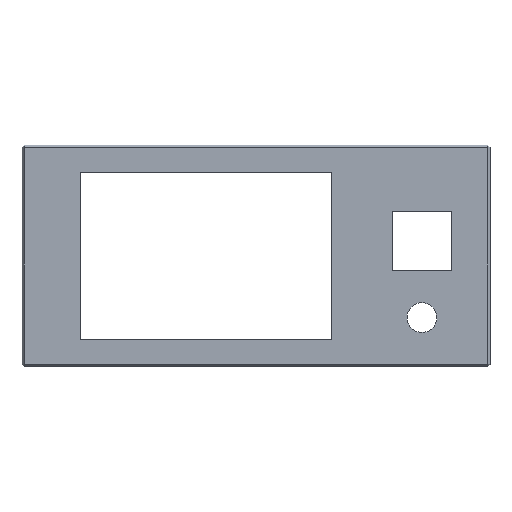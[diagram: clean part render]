
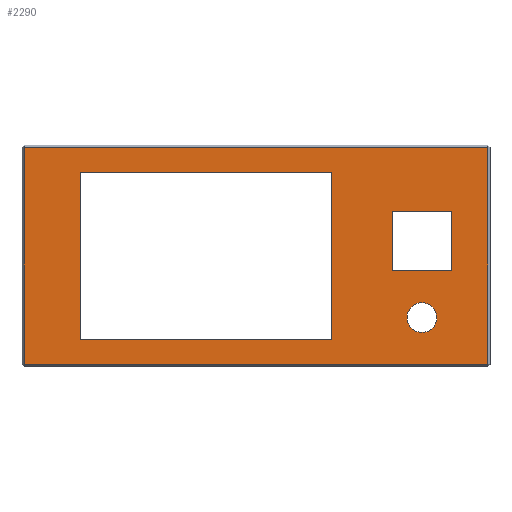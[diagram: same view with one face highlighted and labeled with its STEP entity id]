
A CAD part, top view. The second image highlights one B-rep face of the part: STEP entity #2290.
In plain terms, the highlighted planar face has unit normal (0, 0, 1).
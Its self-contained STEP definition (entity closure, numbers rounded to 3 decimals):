
#24=FACE_BOUND('',#285,.T.);
#25=FACE_BOUND('',#286,.T.);
#26=FACE_BOUND('',#287,.T.);
#48=PLANE('',#2451);
#156=FACE_OUTER_BOUND('',#284,.T.);
#284=EDGE_LOOP('',(#1770,#1771,#1772,#1773));
#285=EDGE_LOOP('',(#1774));
#286=EDGE_LOOP('',(#1775,#1776,#1777,#1778));
#287=EDGE_LOOP('',(#1779,#1780,#1781,#1782));
#525=CIRCLE('',#2452,3.5);
#610=LINE('',#5391,#763);
#615=LINE('',#5401,#768);
#623=LINE('',#5417,#776);
#625=LINE('',#5420,#778);
#643=LINE('',#5459,#796);
#644=LINE('',#5461,#797);
#645=LINE('',#5463,#798);
#646=LINE('',#5464,#799);
#647=LINE('',#5467,#800);
#648=LINE('',#5469,#801);
#649=LINE('',#5471,#802);
#650=LINE('',#5472,#803);
#763=VECTOR('',#2760,10.);
#768=VECTOR('',#2769,10.);
#776=VECTOR('',#2783,10.);
#778=VECTOR('',#2787,10.);
#796=VECTOR('',#2821,10.);
#797=VECTOR('',#2822,10.);
#798=VECTOR('',#2823,10.);
#799=VECTOR('',#2824,10.);
#800=VECTOR('',#2825,10.);
#801=VECTOR('',#2826,10.);
#802=VECTOR('',#2827,10.);
#803=VECTOR('',#2828,10.);
#1015=VERTEX_POINT('',#5379);
#1018=VERTEX_POINT('',#5386);
#1019=VERTEX_POINT('',#5393);
#1026=VERTEX_POINT('',#5412);
#1037=VERTEX_POINT('',#5455);
#1038=VERTEX_POINT('',#5457);
#1039=VERTEX_POINT('',#5458);
#1040=VERTEX_POINT('',#5460);
#1041=VERTEX_POINT('',#5462);
#1042=VERTEX_POINT('',#5465);
#1043=VERTEX_POINT('',#5466);
#1044=VERTEX_POINT('',#5468);
#1045=VERTEX_POINT('',#5470);
#1306=EDGE_CURVE('',#1015,#1018,#610,.T.);
#1311=EDGE_CURVE('',#1019,#1015,#615,.T.);
#1319=EDGE_CURVE('',#1018,#1026,#623,.T.);
#1321=EDGE_CURVE('',#1026,#1019,#625,.T.);
#1339=EDGE_CURVE('',#1037,#1037,#525,.T.);
#1340=EDGE_CURVE('',#1038,#1039,#643,.T.);
#1341=EDGE_CURVE('',#1039,#1040,#644,.T.);
#1342=EDGE_CURVE('',#1040,#1041,#645,.T.);
#1343=EDGE_CURVE('',#1041,#1038,#646,.T.);
#1344=EDGE_CURVE('',#1042,#1043,#647,.T.);
#1345=EDGE_CURVE('',#1043,#1044,#648,.T.);
#1346=EDGE_CURVE('',#1044,#1045,#649,.T.);
#1347=EDGE_CURVE('',#1045,#1042,#650,.T.);
#1770=ORIENTED_EDGE('',*,*,#1306,.F.);
#1771=ORIENTED_EDGE('',*,*,#1311,.F.);
#1772=ORIENTED_EDGE('',*,*,#1321,.F.);
#1773=ORIENTED_EDGE('',*,*,#1319,.F.);
#1774=ORIENTED_EDGE('',*,*,#1339,.T.);
#1775=ORIENTED_EDGE('',*,*,#1340,.T.);
#1776=ORIENTED_EDGE('',*,*,#1341,.T.);
#1777=ORIENTED_EDGE('',*,*,#1342,.T.);
#1778=ORIENTED_EDGE('',*,*,#1343,.T.);
#1779=ORIENTED_EDGE('',*,*,#1344,.T.);
#1780=ORIENTED_EDGE('',*,*,#1345,.T.);
#1781=ORIENTED_EDGE('',*,*,#1346,.T.);
#1782=ORIENTED_EDGE('',*,*,#1347,.T.);
#2290=ADVANCED_FACE('',(#156,#24,#25,#26),#48,.F.);
#2451=AXIS2_PLACEMENT_3D('',#5454,#2817,#2818);
#2452=AXIS2_PLACEMENT_3D('',#5456,#2819,#2820);
#2760=DIRECTION('',(-1.,0.,0.));
#2769=DIRECTION('',(0.,-1.,0.));
#2783=DIRECTION('',(0.,1.,0.));
#2787=DIRECTION('',(1.,0.,0.));
#2817=DIRECTION('center_axis',(0.,0.,
-1.));
#2818=DIRECTION('ref_axis',(-1.,0.,0.));
#2819=DIRECTION('center_axis',(0.,0.,
-1.));
#2820=DIRECTION('ref_axis',(1.,0.,0.));
#2821=DIRECTION('',(0.,1.,0.));
#2822=DIRECTION('',(1.,0.,0.));
#2823=DIRECTION('',(0.,-1.,0.));
#2824=DIRECTION('',(-1.,0.,0.));
#2825=DIRECTION('',(1.,0.,0.));
#2826=DIRECTION('',(0.,-1.,0.));
#2827=DIRECTION('',(-1.,0.,0.));
#2828=DIRECTION('',(0.,1.,0.));
#5379=CARTESIAN_POINT('',(54.5,-25.5,-70.859));
#5386=CARTESIAN_POINT('',(-54.5,-25.5,-70.859));
#5391=CARTESIAN_POINT('',(27.5,-25.5,-70.859));
#5393=CARTESIAN_POINT('',(54.5,25.5,-70.859));
#5401=CARTESIAN_POINT('',(54.5,13.,-70.859));
#5412=CARTESIAN_POINT('',(-54.5,25.5,-70.859));
#5417=CARTESIAN_POINT('',(-54.5,-13.,-70.859));
#5420=CARTESIAN_POINT('',(-27.5,25.5,-70.859));
#5454=CARTESIAN_POINT('Origin',(0.,0.,
-70.859));
#5455=CARTESIAN_POINT('',(35.5,-14.5,-70.859));
#5456=CARTESIAN_POINT('Origin',(39.,-14.5,-70.859));
#5457=CARTESIAN_POINT('',(32.,-3.5,-70.859));
#5458=CARTESIAN_POINT('',(32.,10.5,-70.859));
#5459=CARTESIAN_POINT('',(32.,5.25,-70.859));
#5460=CARTESIAN_POINT('',(46.,10.5,-70.859));
#5461=CARTESIAN_POINT('',(23.,10.5,-70.859));
#5462=CARTESIAN_POINT('',(46.,-3.5,-70.859));
#5463=CARTESIAN_POINT('',(46.,-1.75,-70.859));
#5464=CARTESIAN_POINT('',(16.,-3.5,-70.859));
#5465=CARTESIAN_POINT('',(-41.3,19.7,-70.859));
#5466=CARTESIAN_POINT('',(17.7,19.7,-70.859));
#5467=CARTESIAN_POINT('',(8.85,19.7,-70.859));
#5468=CARTESIAN_POINT('',(17.7,-19.7,-70.859));
#5469=CARTESIAN_POINT('',(17.7,-9.85,-70.859));
#5470=CARTESIAN_POINT('',(-41.3,-19.7,-70.859));
#5471=CARTESIAN_POINT('',(-20.65,-19.7,-70.859));
#5472=CARTESIAN_POINT('',(-41.3,9.85,-70.859));
